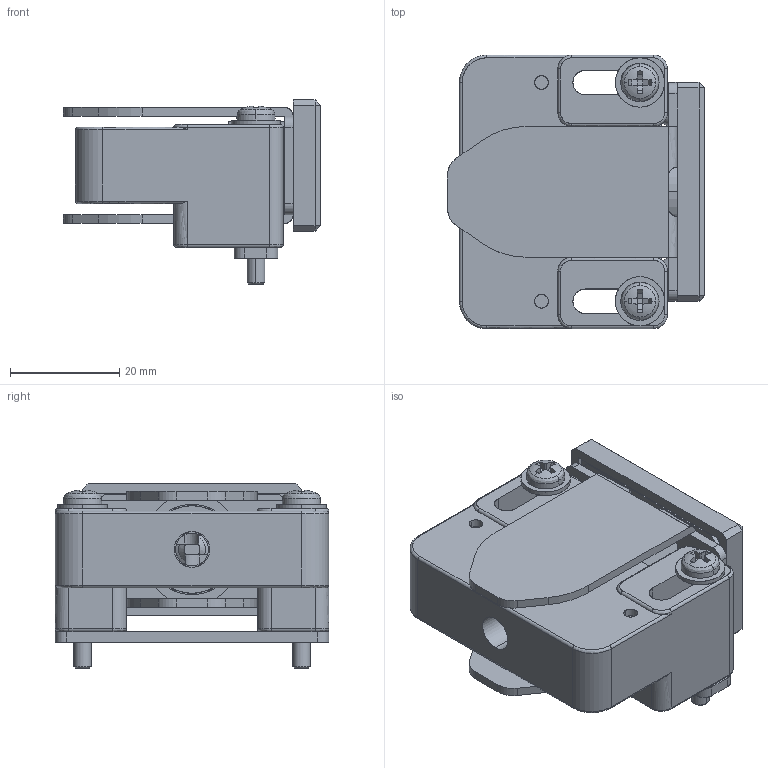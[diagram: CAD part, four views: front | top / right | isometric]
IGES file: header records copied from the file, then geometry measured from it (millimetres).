
Start section: SolidWorks IGES file using analytic representation for surfaces
Global section: file name: C-560.IGS; native system: SolidWorks 2018; preprocessor: SolidWorks 2018; author: 1337yo; date: 210225.170954; units: millimetre
Bounding box: 47.02 x 50 x 33.7 mm (x, y, z)
Surface area: 20333.6 mm2 (no closed solid volume)
Topology: 0 solids, 0 shells, 553 faces, 5716 edges, 5686 vertices
Faces by surface type: bspline 310, revolution 243
